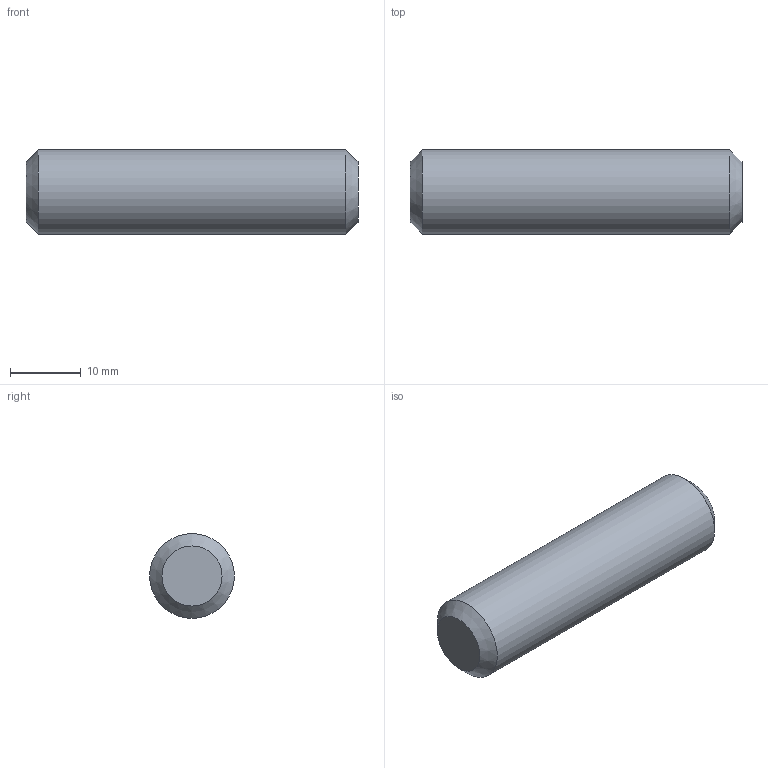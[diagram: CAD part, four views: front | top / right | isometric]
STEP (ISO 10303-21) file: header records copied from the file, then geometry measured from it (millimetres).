
FILE_DESCRIPTION(('STEP AP242'), '1');
FILE_NAME('63. Øïèëüêè Ì12-6øò. äëÿ êðåïëåíèÿ ïåðåäíåé êðûøêè ïîäøèïíèêà ñî ñòîðîíû âñàñûâàíèÿ', '', ('UNSPECIFIED'), ('UNSPECIFIED'), 'C3D Converter', 'C3D Toolkit', '');
FILE_SCHEMA(('AP242_MANAGED_MODEL_BASED_3D_ENGINEERING_MIM_LF { 1 0 10303 442 1 1 4 }'));
Length unit declared in the file: millimetre
Assembly tree (1 placements, depth 2):
  (unnamed)
    (unnamed)
Bounding box: 47 x 12 x 12 mm (x, y, z)
Volume: 5211.3 mm3; surface area: 1912.8 mm2
Topology: 1 solids, 1 shells, 5 faces, 7 edges, 4 vertices
Faces by surface type: plane 2, cone 2, cylinder 1
Full cylindrical faces by diameter (mm): 12 x1
Entity records: 184 total; most frequent: DIRECTION 22, CARTESIAN_POINT 15, AXIS2_PLACEMENT_3D 11, EDGE_LOOP 8, ORIENTED_EDGE 8, DATE_AND_TIME 6, CALENDAR_DATE 6, LOCAL_TIME 6
